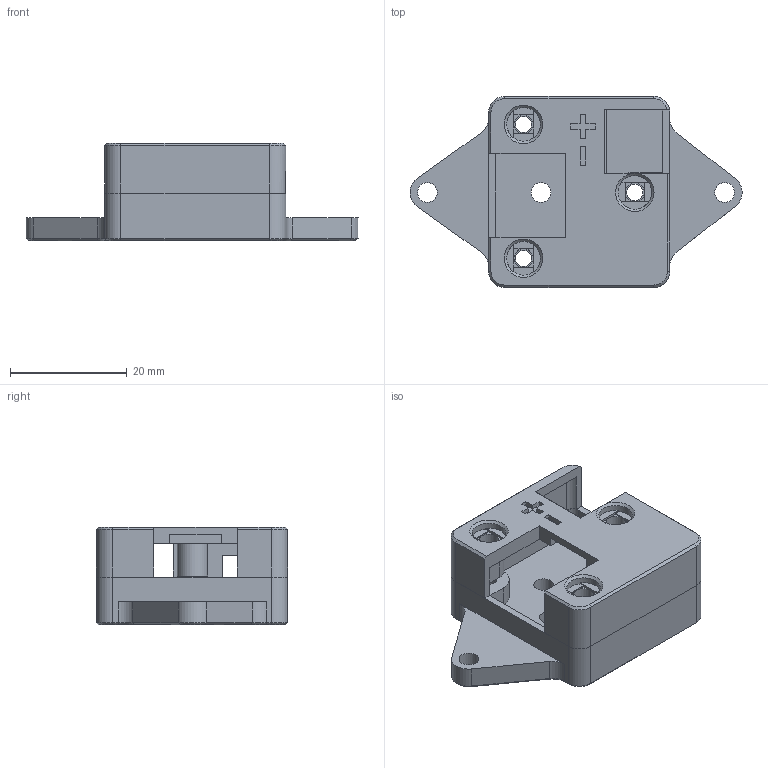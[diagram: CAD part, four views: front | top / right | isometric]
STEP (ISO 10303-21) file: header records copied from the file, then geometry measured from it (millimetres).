
FILE_DESCRIPTION(/* description */ (''),/* implementation_level */ '2;1');
FILE_NAME(/* name */ 'nitehawk_usb_adapter_mount.step',/* time_stamp */ '2025-05-09T09:17:02-05:00',/* author */ (''),/* organization */ (''),/* preprocessor_version */ 'ST-DEVELOPER v20.1',/* originating_system */ 'Autodesk Translation Framework v14.4.0.0',/* authorisation */ '');
FILE_SCHEMA (('AUTOMOTIVE_DESIGN { 1 0 10303 214 3 1 1 }'));
Length unit declared in the file: millimetre
Products named in the file (4): nitehawk_usb_adapter_mount; USB Adapter Mount V2 (Covered); Mount; Cover
Assembly tree (3 placements, depth 3):
  nitehawk_usb_adapter_mount
    USB Adapter Mount V2 (Covered)
      Mount
      Cover
Bounding box: 56.98 x 32.79 x 16.8 mm (x, y, z)
Volume: 8337.6 mm3; surface area: 7845.8 mm2
Topology: 2 solids, 2 shells, 199 faces, 527 edges, 334 vertices
Faces by surface type: plane 134, cylinder 41, cone 24
Full cylindrical faces by diameter (mm): 2.8 x3, 3.3 x3, 3.4 x4, 5.8 x3
Entity records: 6245 total; most frequent: CARTESIAN_POINT 1071, DIRECTION 1067, ORIENTED_EDGE 1054, EDGE_CURVE 527, LINE 395, VECTOR 395, AXIS2_PLACEMENT_3D 336, VERTEX_POINT 334
